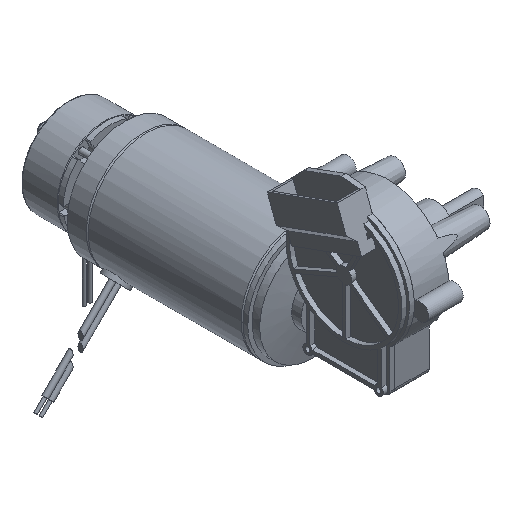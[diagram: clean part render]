
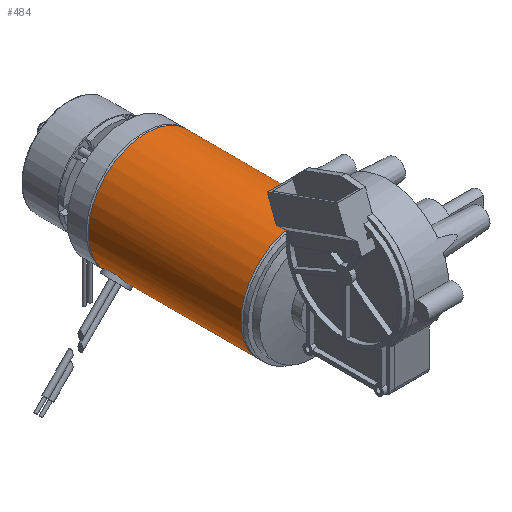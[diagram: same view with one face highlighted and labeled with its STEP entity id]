
A CAD part, isometric view. The second image highlights one B-rep face of the part: STEP entity #484.
In plain terms, the highlighted cylindrical face has radius 30.25 mm (diameter 60.5 mm), a full revolution.
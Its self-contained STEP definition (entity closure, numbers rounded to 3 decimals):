
#484 = ADVANCED_FACE( '', ( #1150, #1151 ), #1152, .T. );
#1150 = FACE_OUTER_BOUND( '', #2091, .T. );
#1151 = FACE_OUTER_BOUND( '', #2092, .T. );
#1152 = CYLINDRICAL_SURFACE( '', #2093, 30.25 );
#2091 = EDGE_LOOP( '', ( #3214 ) );
#2092 = EDGE_LOOP( '', ( #3215, #3216 ) );
#2093 = AXIS2_PLACEMENT_3D( '', #3217, #3218, #3219 );
#3214 = ORIENTED_EDGE( '', *, *, #5556, .F. );
#3215 = ORIENTED_EDGE( '', *, *, #5557, .T. );
#3216 = ORIENTED_EDGE( '', *, *, #5558, .T. );
#3217 = CARTESIAN_POINT( '', ( 0., 105.25, 0. ) );
#3218 = DIRECTION( '', ( 0., 1., 0. ) );
#3219 = DIRECTION( '', ( 0., 0., -1. ) );
#5556 = EDGE_CURVE( '', #6671, #6671, #6672, .T. );
#5557 = EDGE_CURVE( '', #6673, #6673, #6674, .T. );
#5558 = EDGE_CURVE( '', #6673, #6673, #6675, .T. );
#6671 = VERTEX_POINT( '', #8211 );
#6672 = CIRCLE( '', #8212, 30.25 );
#6673 = VERTEX_POINT( '', #8213 );
#6674 = CIRCLE( '', #8214, 30.25 );
#6675 = B_SPLINE_CURVE_WITH_KNOTS( '', 3, ( #8215, #8216, #8217, #8218, #8219, #8220, #8221, #8222, #8223, #8224, #8225, #8226, #8227, #8228, #8229, #8230, #8231, #8232, #8233, #8234, #8235, #8236, #8237, #8238, #8239, #8240, #8241, #8242, #8243, #8244, #8245, #8246, #8247, #8248, #8249, #8250, #8251, #8252, #8253, #8254, #8255, #8256, #8257, #8258, #8259, #8260, #8261, #8262, #8263, #8264, #8265, #8266, #8267, #8268, #8269, #8270, #8271, #8272, #8273, #8274, #8275, #8276, #8277, #8278, #8279, #8280, #8281, #8282, #8283, #8284, #8285, #8286, #8287, #8288, #8289, #8290, #8291, #8292, #8293, #8294, #8295, #8296, #8297, #8298, #8299 ), .UNSPECIFIED., .T., .F., ( 2, 2, 2, 2, 2, 2, 2, 2, 2, 2, 2, 2, 2, 2, 2, 2, 2, 2, 2, 2, 2, 1, 2, 2, 2, 2, 2, 2, 2, 2, 2, 2, 2, 2, 2, 2, 2, 2, 2, 2, 2, 2, 2, 2, 2 ), ( 0.009, 0.01, 0.011, 0.013, 0.013, 0.014, 0.015, 0.017, 0.017, 0.018, 0.019, 0.02, 0.02, 0.022, 0.023, 0.024, 0.024, 0.025, 0.027, 0.028, 0.029, 0.029, 0.03, 0.031, 0.032, 0.033, 0.034, 0.035, 0.036, 0.037, 0.038, 0.039, 0.039, 0.041, 0.042, 0.043, 0.043, 0.045, 0.046, 0.047, 0.048, 0.049, 0.05, 0.051, 0.052 ), .UNSPECIFIED. );
#8211 = CARTESIAN_POINT( '', ( 0., 14.25, -30.25 ) );
#8212 = AXIS2_PLACEMENT_3D( '', #10167, #10168, #10169 );
#8213 = CARTESIAN_POINT( '', ( -21.39, 94.25, -21.39 ) );
#8214 = AXIS2_PLACEMENT_3D( '', #10170, #10171, #10172 );
#8215 = CARTESIAN_POINT( '', ( -21.089, 94.25, -21.691 ) );
#8216 = CARTESIAN_POINT( '', ( -21.691, 94.25, -21.089 ) );
#8217 = CARTESIAN_POINT( '', ( -21.99, 94.207, -20.777 ) );
#8218 = CARTESIAN_POINT( '', ( -22.555, 94.04, -20.162 ) );
#8219 = CARTESIAN_POINT( '', ( -22.824, 93.917, -19.857 ) );
#8220 = CARTESIAN_POINT( '', ( -23.207, 93.672, -19.404 ) );
#8221 = CARTESIAN_POINT( '', ( -23.332, 93.579, -19.254 ) );
#8222 = CARTESIAN_POINT( '', ( -23.57, 93.378, -18.962 ) );
#8223 = CARTESIAN_POINT( '', ( -23.684, 93.269, -18.819 ) );
#8224 = CARTESIAN_POINT( '', ( -24.012, 92.916, -18.402 ) );
#8225 = CARTESIAN_POINT( '', ( -24.212, 92.646, -18.136 ) );
#8226 = CARTESIAN_POINT( '', ( -24.573, 92.042, -17.644 ) );
#8227 = CARTESIAN_POINT( '', ( -24.73, 91.715, -17.422 ) );
#8228 = CARTESIAN_POINT( '', ( -24.934, 91.188, -17.127 ) );
#8229 = CARTESIAN_POINT( '', ( -24.997, 91.006, -17.036 ) );
#8230 = CARTESIAN_POINT( '', ( -25.112, 90.629, -16.866 ) );
#8231 = CARTESIAN_POINT( '', ( -25.164, 90.435, -16.788 ) );
#8232 = CARTESIAN_POINT( '', ( -25.302, 89.846, -16.58 ) );
#8233 = CARTESIAN_POINT( '', ( -25.371, 89.441, -16.474 ) );
#8234 = CARTESIAN_POINT( '', ( -25.44, 88.814, -16.367 ) );
#8235 = CARTESIAN_POINT( '', ( -25.458, 88.601, -16.339 ) );
#8236 = CARTESIAN_POINT( '', ( -25.481, 88.174, -16.303 ) );
#8237 = CARTESIAN_POINT( '', ( -25.487, 87.961, -16.294 ) );
#8238 = CARTESIAN_POINT( '', ( -25.486, 87.324, -16.294 ) );
#8239 = CARTESIAN_POINT( '', ( -25.464, 86.901, -16.33 ) );
#8240 = CARTESIAN_POINT( '', ( -25.371, 86.058, -16.474 ) );
#8241 = CARTESIAN_POINT( '', ( -25.301, 85.65, -16.581 ) );
#8242 = CARTESIAN_POINT( '', ( -25.164, 85.063, -16.788 ) );
#8243 = CARTESIAN_POINT( '', ( -25.113, 84.871, -16.865 ) );
#8244 = CARTESIAN_POINT( '', ( -24.998, 84.496, -17.035 ) );
#8245 = CARTESIAN_POINT( '', ( -24.934, 84.311, -17.128 ) );
#8246 = CARTESIAN_POINT( '', ( -24.729, 83.781, -17.424 ) );
#8247 = CARTESIAN_POINT( '', ( -24.572, 83.455, -17.646 ) );
#8248 = CARTESIAN_POINT( '', ( -24.213, 82.855, -18.135 ) );
#8249 = CARTESIAN_POINT( '', ( -24.01, 82.582, -18.404 ) );
#8250 = CARTESIAN_POINT( '', ( -23.573, 82.111, -18.961 ) );
#8251 = CARTESIAN_POINT( '', ( -23.336, 81.911, -19.252 ) );
#8252 = CARTESIAN_POINT( '', ( -22.952, 81.665, -19.705 ) );
#8253 = CARTESIAN_POINT( '', ( -22.82, 81.593, -19.859 ) );
#8254 = CARTESIAN_POINT( '', ( -22.549, 81.469, -20.165 ) );
#8255 = CARTESIAN_POINT( '', ( -22.274, 81.366, -20.471 ) );
#8256 = CARTESIAN_POINT( '', ( -21.986, 81.303, -20.778 ) );
#8257 = CARTESIAN_POINT( '', ( -21.693, 81.261, -21.084 ) );
#8258 = CARTESIAN_POINT( '', ( -21.542, 81.25, -21.238 ) );
#8259 = CARTESIAN_POINT( '', ( -21.087, 81.25, -21.693 ) );
#8260 = CARTESIAN_POINT( '', ( -20.781, 81.292, -21.986 ) );
#8261 = CARTESIAN_POINT( '', ( -20.167, 81.458, -22.55 ) );
#8262 = CARTESIAN_POINT( '', ( -19.855, 81.584, -22.825 ) );
#8263 = CARTESIAN_POINT( '', ( -19.255, 81.91, -23.334 ) );
#8264 = CARTESIAN_POINT( '', ( -18.964, 82.109, -23.571 ) );
#8265 = CARTESIAN_POINT( '', ( -18.543, 82.464, -23.901 ) );
#8266 = CARTESIAN_POINT( '', ( -18.405, 82.592, -24.007 ) );
#8267 = CARTESIAN_POINT( '', ( -18.141, 82.862, -24.207 ) );
#8268 = CARTESIAN_POINT( '', ( -18.014, 83.004, -24.302 ) );
#8269 = CARTESIAN_POINT( '', ( -17.648, 83.452, -24.57 ) );
#8270 = CARTESIAN_POINT( '', ( -17.425, 83.78, -24.728 ) );
#8271 = CARTESIAN_POINT( '', ( -17.027, 84.491, -25.004 ) );
#8272 = CARTESIAN_POINT( '', ( -16.859, 84.864, -25.117 ) );
#8273 = CARTESIAN_POINT( '', ( -16.651, 85.451, -25.255 ) );
#8274 = CARTESIAN_POINT( '', ( -16.59, 85.651, -25.295 ) );
#8275 = CARTESIAN_POINT( '', ( -16.483, 86.06, -25.365 ) );
#8276 = CARTESIAN_POINT( '', ( -16.438, 86.269, -25.394 ) );
#8277 = CARTESIAN_POINT( '', ( -16.33, 86.898, -25.463 ) );
#8278 = CARTESIAN_POINT( '', ( -16.294, 87.323, -25.487 ) );
#8279 = CARTESIAN_POINT( '', ( -16.294, 88.185, -25.486 ) );
#8280 = CARTESIAN_POINT( '', ( -16.331, 88.608, -25.463 ) );
#8281 = CARTESIAN_POINT( '', ( -16.438, 89.232, -25.394 ) );
#8282 = CARTESIAN_POINT( '', ( -16.483, 89.438, -25.365 ) );
#8283 = CARTESIAN_POINT( '', ( -16.589, 89.847, -25.295 ) );
#8284 = CARTESIAN_POINT( '', ( -16.652, 90.05, -25.255 ) );
#8285 = CARTESIAN_POINT( '', ( -16.86, 90.64, -25.116 ) );
#8286 = CARTESIAN_POINT( '', ( -17.029, 91.013, -25.002 ) );
#8287 = CARTESIAN_POINT( '', ( -17.424, 91.718, -24.729 ) );
#8288 = CARTESIAN_POINT( '', ( -17.65, 92.051, -24.569 ) );
#8289 = CARTESIAN_POINT( '', ( -18.138, 92.648, -24.211 ) );
#8290 = CARTESIAN_POINT( '', ( -18.401, 92.917, -24.012 ) );
#8291 = CARTESIAN_POINT( '', ( -18.964, 93.391, -23.57 ) );
#8292 = CARTESIAN_POINT( '', ( -19.258, 93.592, -23.331 ) );
#8293 = CARTESIAN_POINT( '', ( -19.707, 93.835, -22.951 ) );
#8294 = CARTESIAN_POINT( '', ( -19.858, 93.907, -22.82 ) );
#8295 = CARTESIAN_POINT( '', ( -20.164, 94.031, -22.55 ) );
#8296 = CARTESIAN_POINT( '', ( -20.32, 94.083, -22.41 ) );
#8297 = CARTESIAN_POINT( '', ( -20.784, 94.209, -21.983 ) );
#8298 = CARTESIAN_POINT( '', ( -21.089, 94.25, -21.691 ) );
#8299 = CARTESIAN_POINT( '', ( -21.691, 94.25, -21.089 ) );
#10167 = CARTESIAN_POINT( '', ( 0., 14.25, 0. ) );
#10168 = DIRECTION( '', ( 0., -1., 0. ) );
#10169 = DIRECTION( '', ( 0., 0., -1. ) );
#10170 = CARTESIAN_POINT( '', ( 0., 94.25, 0. ) );
#10171 = DIRECTION( '', ( 0., -1., 0. ) );
#10172 = DIRECTION( '', ( 0., 0., -1. ) );
